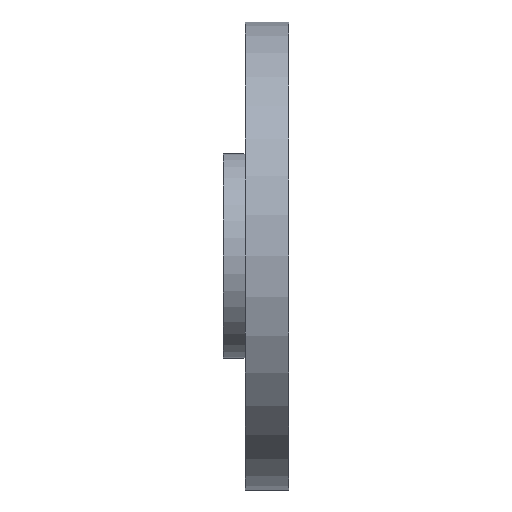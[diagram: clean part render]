
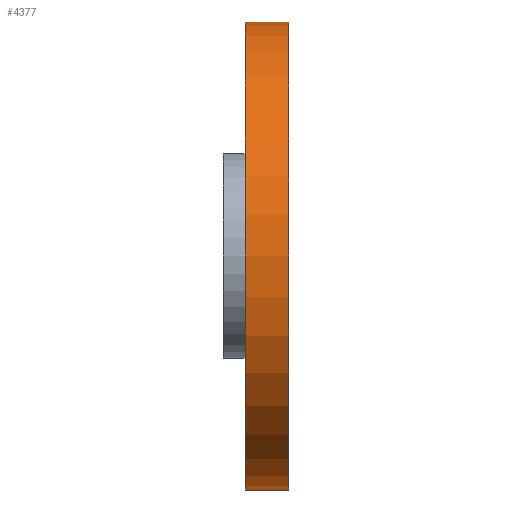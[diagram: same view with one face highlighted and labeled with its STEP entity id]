
A CAD part, left-side view. The second image highlights one B-rep face of the part: STEP entity #4377.
In plain terms, the highlighted cylindrical face has radius 15.99 mm (diameter 31.98 mm), a partial arc.
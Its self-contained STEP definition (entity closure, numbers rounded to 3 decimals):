
#185 = ORIENTED_EDGE ( 'NONE', *, *, #12182, .T. ) ;
#396 = EDGE_CURVE ( 'NONE', #1497, #12111, #12426, .T. ) ;
#1225 = CIRCLE ( 'NONE', #1398, 15.99 ) ;
#1398 = AXIS2_PLACEMENT_3D ( 'NONE', #3382, #11766, #14258 ) ;
#1497 = VERTEX_POINT ( 'NONE', #3272 ) ;
#1544 = VERTEX_POINT ( 'NONE', #9416 ) ;
#1587 = CARTESIAN_POINT ( 'NONE',  ( 0., 3., 0. ) ) ;
#2483 = EDGE_CURVE ( 'NONE', #12111, #3713, #12753, .T. ) ;
#3272 = CARTESIAN_POINT ( 'NONE',  ( 0., 3., -15.99 ) ) ;
#3382 = CARTESIAN_POINT ( 'NONE',  ( 0., 0., 0. ) ) ;
#3580 = AXIS2_PLACEMENT_3D ( 'NONE', #1587, #3902, #10060 ) ;
#3713 = VERTEX_POINT ( 'NONE', #9375 ) ;
#3902 = DIRECTION ( 'NONE',  ( 0., -1., 0. ) ) ;
#4161 = AXIS2_PLACEMENT_3D ( 'NONE', #15261, #5388, #13885 ) ;
#4286 = CARTESIAN_POINT ( 'NONE',  ( 0., 3., -15.99 ) ) ;
#4377 = ADVANCED_FACE ( 'NONE', ( #11217 ), #14819, .T. ) ;
#5388 = DIRECTION ( 'NONE',  ( 0., 1., 0. ) ) ;
#6341 = ORIENTED_EDGE ( 'NONE', *, *, #14733, .T. ) ;
#6864 = VECTOR ( 'NONE', #14556, 1000. ) ;
#7269 = CARTESIAN_POINT ( 'NONE',  ( 0., 3., 15.99 ) ) ;
#8614 = LINE ( 'NONE', #4286, #14500 ) ;
#9375 = CARTESIAN_POINT ( 'NONE',  ( 0., 0., 15.99 ) ) ;
#9416 = CARTESIAN_POINT ( 'NONE',  ( 0., 0., -15.99 ) ) ;
#9428 = ORIENTED_EDGE ( 'NONE', *, *, #396, .F. ) ;
#10060 = DIRECTION ( 'NONE',  ( 0., 0., -1. ) ) ;
#11217 = FACE_OUTER_BOUND ( 'NONE', #14361, .T. ) ;
#11592 = ORIENTED_EDGE ( 'NONE', *, *, #2483, .F. ) ;
#11616 = DIRECTION ( 'NONE',  ( 0., -1., 0. ) ) ;
#11766 = DIRECTION ( 'NONE',  ( 0., 1., 0. ) ) ;
#12111 = VERTEX_POINT ( 'NONE', #15161 ) ;
#12182 = EDGE_CURVE ( 'NONE', #1544, #3713, #1225, .T. ) ;
#12426 = CIRCLE ( 'NONE', #4161, 15.99 ) ;
#12753 = LINE ( 'NONE', #7269, #6864 ) ;
#13885 = DIRECTION ( 'NONE',  ( 0., 0., 1. ) ) ;
#14258 = DIRECTION ( 'NONE',  ( 0., 0., 1. ) ) ;
#14361 = EDGE_LOOP ( 'NONE', ( #11592, #9428, #6341, #185 ) ) ;
#14500 = VECTOR ( 'NONE', #11616, 1000. ) ;
#14556 = DIRECTION ( 'NONE',  ( 0., -1., 0. ) ) ;
#14733 = EDGE_CURVE ( 'NONE', #1497, #1544, #8614, .T. ) ;
#14819 = CYLINDRICAL_SURFACE ( 'NONE', #3580, 15.99 ) ;
#15161 = CARTESIAN_POINT ( 'NONE',  ( 0., 3., 15.99 ) ) ;
#15261 = CARTESIAN_POINT ( 'NONE',  ( 0., 3., 0. ) ) ;
